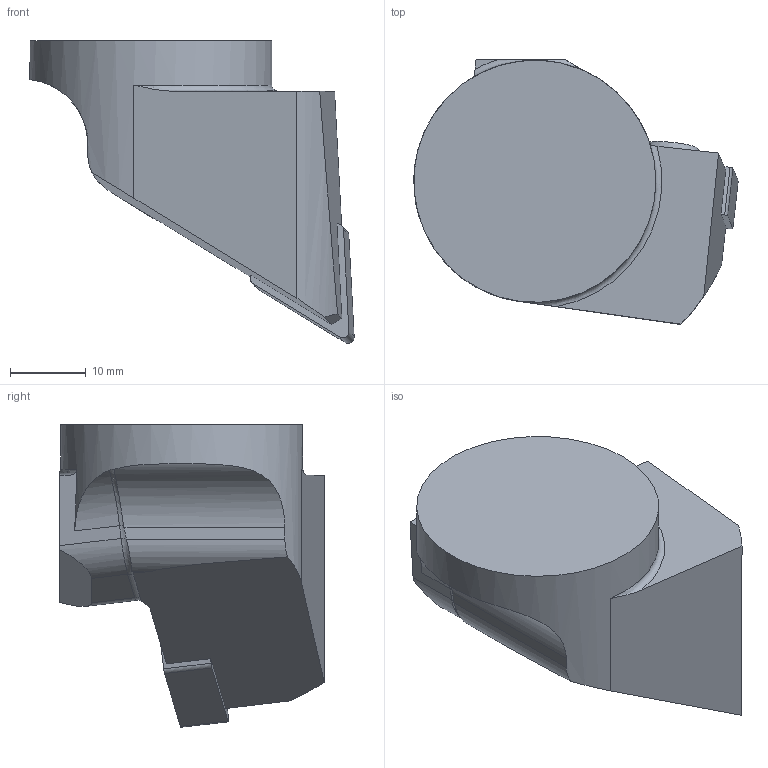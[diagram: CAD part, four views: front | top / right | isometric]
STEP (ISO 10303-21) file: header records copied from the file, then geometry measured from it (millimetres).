
FILE_DESCRIPTION(/* description */ (''),/* implementation_level */ '2;1');
FILE_NAME(/* name */ '1642222212600.stp',/* time_stamp */ '2022-01-15T10:20:35+06:00',/* author */ (''),/* organization */ ('SMS'),/* preprocessor_version */ 'ST-DEVELOPER v16.7',/* originating_system */ 'SIEMENS PLM Software NX 12.0',/* authorisation */ '');
FILE_SCHEMA (('AUTOMOTIVE_DESIGN { 1 0 10303 214 3 1 1 1 }'));
Length unit declared in the file: millimetre
Products named in the file (4): IsoTurningInsert; ASSEMBLY_CONSTRUCTION; 201796590mod000_01; 201796588mod000_01
Assembly tree (3 placements, depth 2):
  201796588mod000_01
    201796590mod000_01
    ASSEMBLY_CONSTRUCTION
    IsoTurningInsert
Bounding box: 42.86 x 34.97 x 40 mm (x, y, z)
Volume: 21907.7 mm3; surface area: 6073.1 mm2
Topology: 2 solids, 2 shells, 55 faces, 143 edges, 101 vertices
Faces by surface type: plane 27, cylinder 21, torus 6, cone 1
Full cylindrical faces by diameter (mm): 5.156 x2, 32 x1
Entity records: 2016 total; most frequent: CARTESIAN_POINT 508, DIRECTION 295, ORIENTED_EDGE 270, EDGE_CURVE 135, AXIS2_PLACEMENT_3D 116, VERTEX_POINT 90, EDGE_LOOP 63, LINE 63
